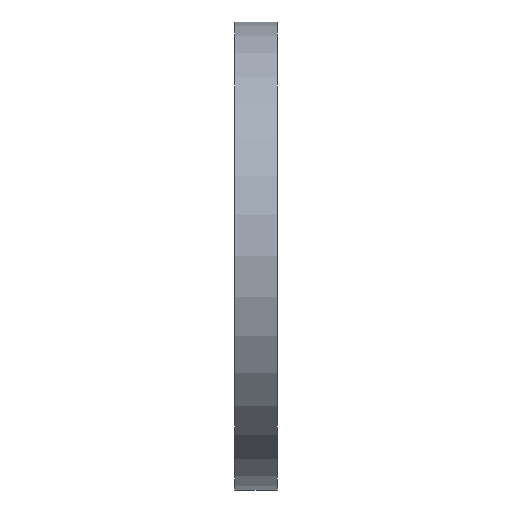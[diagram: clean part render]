
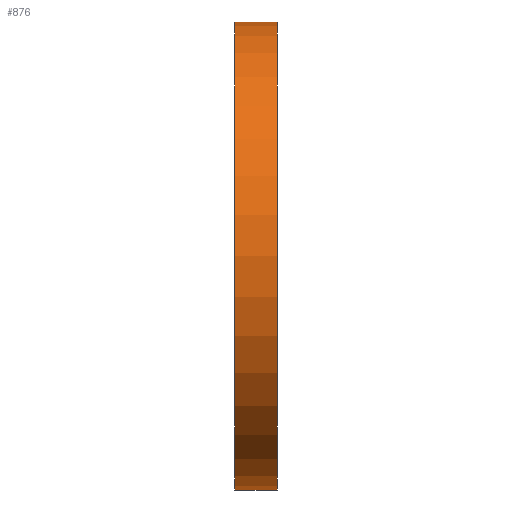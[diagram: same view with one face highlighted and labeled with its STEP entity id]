
A CAD part, left-side view. The second image highlights one B-rep face of the part: STEP entity #876.
In plain terms, the highlighted cylindrical face has radius 110 mm (diameter 220 mm), a partial arc.
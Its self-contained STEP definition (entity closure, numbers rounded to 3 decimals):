
#15 = DIRECTION ( 'NONE',  ( 0., 1., 0. ) ) ;
#29 = EDGE_CURVE ( 'NONE', #340, #360, #709, .T. ) ;
#109 = AXIS2_PLACEMENT_3D ( 'NONE', #640, #15, #571 ) ;
#120 = ORIENTED_EDGE ( 'NONE', *, *, #746, .F. ) ;
#122 = DIRECTION ( 'NONE',  ( 0., 1., 0. ) ) ;
#155 = ORIENTED_EDGE ( 'NONE', *, *, #582, .T. ) ;
#265 = EDGE_CURVE ( 'NONE', #326, #560, #637, .T. ) ;
#326 = VERTEX_POINT ( 'NONE', #583 ) ;
#329 = VECTOR ( 'NONE', #821, 1000. ) ;
#340 = VERTEX_POINT ( 'NONE', #377 ) ;
#360 = VERTEX_POINT ( 'NONE', #524 ) ;
#368 = CYLINDRICAL_SURFACE ( 'NONE', #109, 110. ) ;
#377 = CARTESIAN_POINT ( 'NONE',  ( 0., 0., -110. ) ) ;
#383 = DIRECTION ( 'NONE',  ( 0., 0., 1. ) ) ;
#411 = CARTESIAN_POINT ( 'NONE',  ( 0., 20., 110. ) ) ;
#434 = ORIENTED_EDGE ( 'NONE', *, *, #265, .F. ) ;
#453 = AXIS2_PLACEMENT_3D ( 'NONE', #532, #122, #613 ) ;
#489 = AXIS2_PLACEMENT_3D ( 'NONE', #509, #525, #383 ) ;
#492 = EDGE_LOOP ( 'NONE', ( #120, #598, #155, #434 ) ) ;
#509 = CARTESIAN_POINT ( 'NONE',  ( 0., 0., 0. ) ) ;
#524 = CARTESIAN_POINT ( 'NONE',  ( 0., 0., 110. ) ) ;
#525 = DIRECTION ( 'NONE',  ( 0., 1., 0. ) ) ;
#527 = CARTESIAN_POINT ( 'NONE',  ( 0., 34.695, 110. ) ) ;
#532 = CARTESIAN_POINT ( 'NONE',  ( 0., 20., 0. ) ) ;
#535 = DIRECTION ( 'NONE',  ( 0., 1., 0. ) ) ;
#552 = CARTESIAN_POINT ( 'NONE',  ( 0., 34.695, -110. ) ) ;
#560 = VERTEX_POINT ( 'NONE', #411 ) ;
#571 = DIRECTION ( 'NONE',  ( 0., 0., 1. ) ) ;
#582 = EDGE_CURVE ( 'NONE', #360, #560, #595, .T. ) ;
#583 = CARTESIAN_POINT ( 'NONE',  ( 0., 20., -110. ) ) ;
#595 = LINE ( 'NONE', #527, #760 ) ;
#598 = ORIENTED_EDGE ( 'NONE', *, *, #29, .T. ) ;
#613 = DIRECTION ( 'NONE',  ( 0., 0., 1. ) ) ;
#637 = CIRCLE ( 'NONE', #453, 110. ) ;
#640 = CARTESIAN_POINT ( 'NONE',  ( 0., 34.695, 0. ) ) ;
#709 = CIRCLE ( 'NONE', #489, 110. ) ;
#746 = EDGE_CURVE ( 'NONE', #340, #326, #886, .T. ) ;
#760 = VECTOR ( 'NONE', #535, 1000. ) ;
#778 = FACE_OUTER_BOUND ( 'NONE', #492, .T. ) ;
#821 = DIRECTION ( 'NONE',  ( 0., 1., 0. ) ) ;
#876 = ADVANCED_FACE ( 'NONE', ( #778 ), #368, .T. ) ;
#886 = LINE ( 'NONE', #552, #329 ) ;
